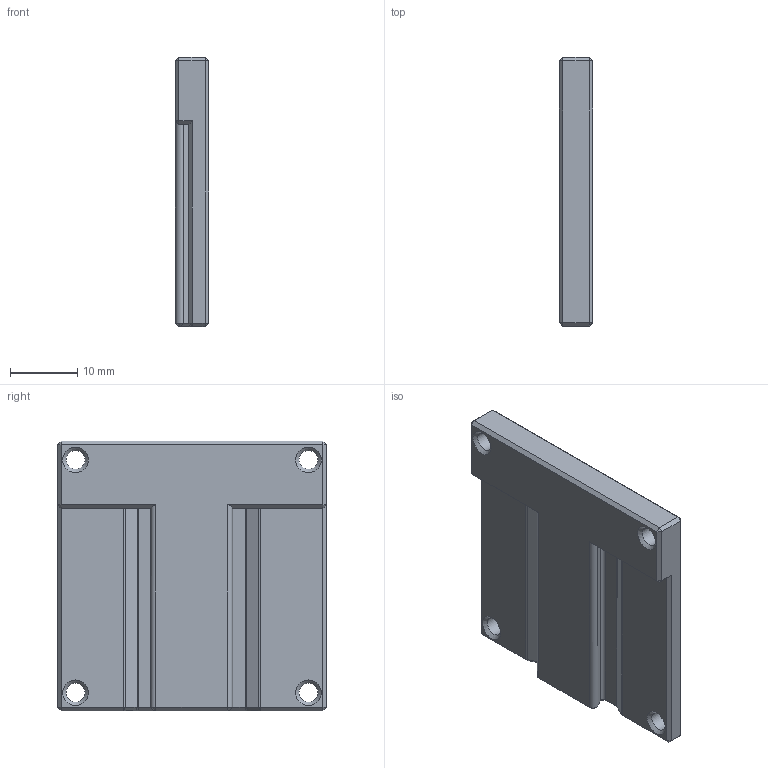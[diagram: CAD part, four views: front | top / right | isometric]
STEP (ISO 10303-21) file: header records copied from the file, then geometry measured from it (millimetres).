
FILE_DESCRIPTION(/* description */ (''),/* implementation_level */ '2;1');
FILE_NAME(/* name */ 'Ender 3 V2 Fan Shroud Side Panel.step',/* time_stamp */ '2026-01-06T10:29:40-05:00',/* author */ (''),/* organization */ (''),/* preprocessor_version */ 'ST-DEVELOPER v20.1',/* originating_system */ 'Autodesk Translation Framework v14.21.0.0',/* authorisation */ '');
FILE_SCHEMA (('AUTOMOTIVE_DESIGN { 1 0 10303 214 3 1 1 }'));
Length unit declared in the file: millimetre
Products named in the file (1): Fan Shroud V4_Fan Shroud Side Panel
Bounding box: 4.9 x 39.8 x 39.9 mm (x, y, z)
Volume: 5722.1 mm3; surface area: 4019.4 mm2
Topology: 1 solids, 1 shells, 80 faces, 178 edges, 100 vertices
Faces by surface type: plane 52, cone 16, cylinder 12
Full cylindrical faces by diameter (mm): 2.8 x4
Entity records: 2192 total; most frequent: DIRECTION 382, CARTESIAN_POINT 359, ORIENTED_EDGE 356, EDGE_CURVE 178, LINE 136, VECTOR 136, AXIS2_PLACEMENT_3D 123, VERTEX_POINT 100
